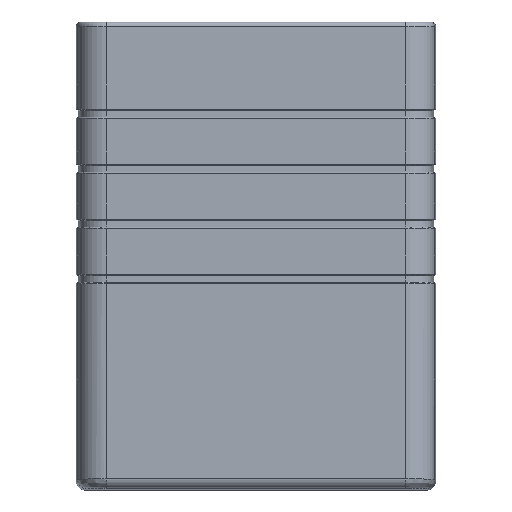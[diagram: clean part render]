
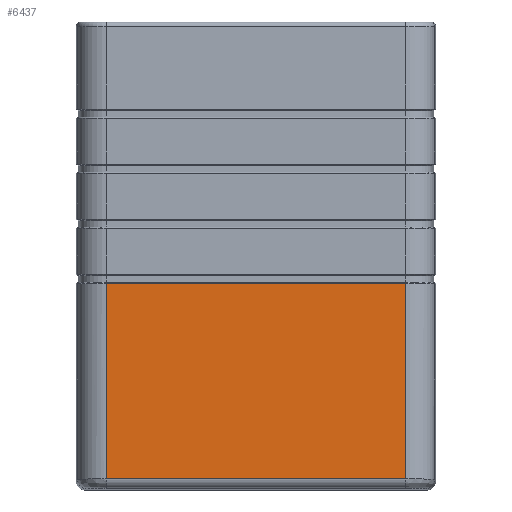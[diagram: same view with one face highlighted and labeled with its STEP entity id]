
A CAD part, front view. The second image highlights one B-rep face of the part: STEP entity #6437.
In plain terms, the highlighted planar face has unit normal (0, -1, 0).
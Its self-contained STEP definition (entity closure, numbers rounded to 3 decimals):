
#1426=DIRECTION('',(1.,0.,0.));
#1427=VECTOR('',#1426,65.197);
#1428=CARTESIAN_POINT('',(6.627,0.,-57.));
#1429=LINE('',#1428,#1427);
#1430=DIRECTION('',(1.,0.,0.));
#1431=VECTOR('',#1430,65.197);
#1432=CARTESIAN_POINT('',(6.627,0.,
-99.567));
#1433=LINE('',#1432,#1431);
#1434=DIRECTION('',(0.,0.,1.));
#1435=VECTOR('',#1434,42.567);
#1436=CARTESIAN_POINT('',(6.627,0.,
-99.567));
#1437=LINE('',#1436,#1435);
#1443=CARTESIAN_POINT('',(71.823,0.,
-99.567));
#1455=DIRECTION('',(0.,0.,-1.));
#1456=VECTOR('',#1455,42.567);
#1457=CARTESIAN_POINT('',(71.823,0.,-57.));
#1458=LINE('',#1457,#1456);
#3394=VERTEX_POINT('',#1443);
#3396=CARTESIAN_POINT('',(6.627,0.,
-99.567));
#3397=VERTEX_POINT('',#3396);
#3930=CARTESIAN_POINT('',(6.627,0.,-57.));
#3931=CARTESIAN_POINT('',(71.823,0.,-57.));
#3932=VERTEX_POINT('',#3930);
#3933=VERTEX_POINT('',#3931);
#6423=CARTESIAN_POINT('',(6.627,0.,0.));
#6424=DIRECTION('',(0.,-1.,0.));
#6425=DIRECTION('',(1.,0.,0.));
#6426=AXIS2_PLACEMENT_3D('',#6423,#6424,#6425);
#6427=PLANE('',#6426);
#6428=ORIENTED_EDGE('',*,*,#6413,.T.);
#6430=ORIENTED_EDGE('',*,*,#6429,.T.);
#6432=ORIENTED_EDGE('',*,*,#6431,.F.);
#6434=ORIENTED_EDGE('',*,*,#6433,.T.);
#6435=EDGE_LOOP('',(#6428,#6430,#6432,#6434));
#6436=FACE_OUTER_BOUND('',#6435,.F.);
#6437=ADVANCED_FACE('',(#6436),#6427,.T.);
#6413=EDGE_CURVE('',#3932,#3933,#1429,.T.);
#6429=EDGE_CURVE('',#3933,#3394,#1458,.T.);
#6431=EDGE_CURVE('',#3397,#3394,#1433,.T.);
#6433=EDGE_CURVE('',#3397,#3932,#1437,.T.);
